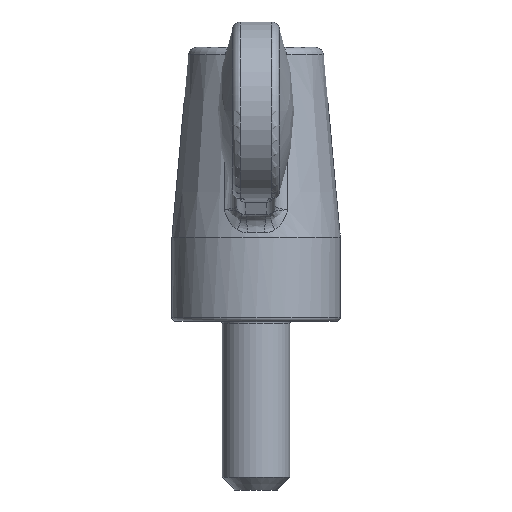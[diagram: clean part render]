
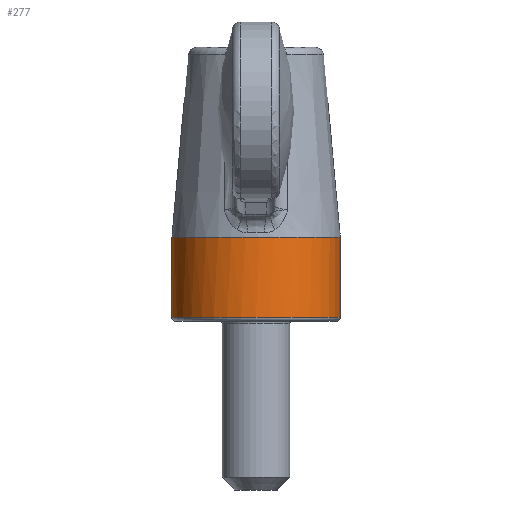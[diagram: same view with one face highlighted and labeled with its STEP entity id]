
A CAD part, front view. The second image highlights one B-rep face of the part: STEP entity #277.
In plain terms, the highlighted cylindrical face has radius 10 mm (diameter 20 mm), a full revolution.
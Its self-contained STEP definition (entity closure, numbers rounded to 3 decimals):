
#277 = ADVANCED_FACE( '', ( #586, #587 ), #588, .T. );
#586 = FACE_OUTER_BOUND( '', #3513, .T. );
#587 = FACE_OUTER_BOUND( '', #3514, .T. );
#588 = CYLINDRICAL_SURFACE( '', #3515, 10. );
#3513 = EDGE_LOOP( '', ( #5249 ) );
#3514 = EDGE_LOOP( '', ( #5250 ) );
#3515 = AXIS2_PLACEMENT_3D( '', #5251, #5252, #5253 );
#5249 = ORIENTED_EDGE( '', *, *, #5414, .T. );
#5250 = ORIENTED_EDGE( '', *, *, #5503, .F. );
#5251 = CARTESIAN_POINT( '', ( 0., 0., 32. ) );
#5252 = DIRECTION( '', ( 0., 0., -1. ) );
#5253 = DIRECTION( '', ( 1., 0., 0. ) );
#5414 = EDGE_CURVE( '', #5725, #5725, #5726, .T. );
#5503 = EDGE_CURVE( '', #5879, #5879, #5880, .T. );
#5725 = VERTEX_POINT( '', #6166 );
#5726 = CIRCLE( '', #6167, 10. );
#5879 = VERTEX_POINT( '', #6937 );
#5880 = CIRCLE( '', #6938, 10. );
#6166 = CARTESIAN_POINT( '', ( 10., 0., 0.5 ) );
#6167 = AXIS2_PLACEMENT_3D( '', #8548, #8549, #8550 );
#6937 = CARTESIAN_POINT( '', ( 10., 0., 10. ) );
#6938 = AXIS2_PLACEMENT_3D( '', #8642, #8643, #8644 );
#8548 = CARTESIAN_POINT( '', ( 0., 0., 0.5 ) );
#8549 = DIRECTION( '', ( 0., 0., 1. ) );
#8550 = DIRECTION( '', ( 1., 0., 0. ) );
#8642 = CARTESIAN_POINT( '', ( 0., 0., 10. ) );
#8643 = DIRECTION( '', ( 0., 0., 1. ) );
#8644 = DIRECTION( '', ( 1., 0., 0. ) );
